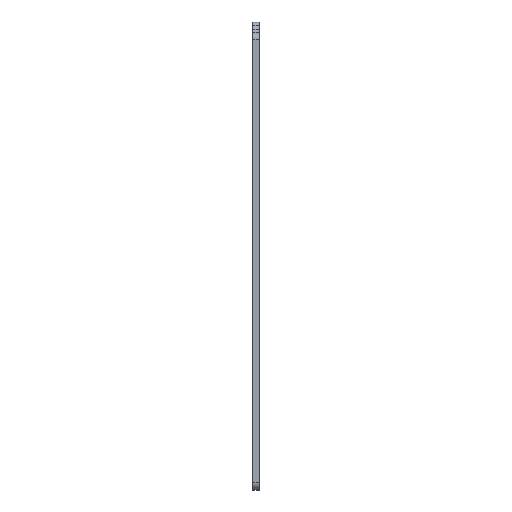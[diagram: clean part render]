
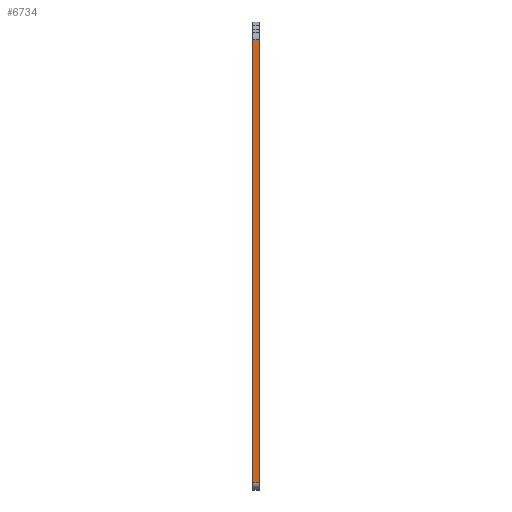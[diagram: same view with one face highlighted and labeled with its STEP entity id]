
A CAD part, top view. The second image highlights one B-rep face of the part: STEP entity #6734.
In plain terms, the highlighted planar face has unit normal (0, 0, 1).
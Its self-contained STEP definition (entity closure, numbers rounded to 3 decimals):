
#41=(GEOMETRIC_REPRESENTATION_CONTEXT(2)PARAMETRIC_REPRESENTATION_CONTEXT()REPRESENTATION_CONTEXT('',''));
#58=CARTESIAN_POINT('',(0.0,-204.59,-128.742));
#59=DIRECTION('',(-1.0,0.0,0.0));
#60=DIRECTION('',(0.0,0.0,1.0));
#61=AXIS2_PLACEMENT_3D('',#58,#59,#60);
#62=PLANE('',#61);
#242=CARTESIAN_POINT('',(6.0,-204.59,-128.742));
#243=DIRECTION('',(-1.0,0.0,0.0));
#244=DIRECTION('',(0.0,0.0,1.0));
#245=AXIS2_PLACEMENT_3D('',#242,#243,#244);
#246=PLANE('',#245);
#3525=CARTESIAN_POINT('',(6.0,198.007,207.903));
#3526=VERTEX_POINT('',#3525);
#3527=CARTESIAN_POINT('',(6.0,198.007,201.903));
#3528=DIRECTION('',(-1.0,0.0,0.0));
#3529=DIRECTION('',(0.0,0.0,1.0));
#3530=AXIS2_PLACEMENT_3D('',#3527,#3528,#3529);
#3531=CYLINDRICAL_SURFACE('',#3530,6.);
#3551=CARTESIAN_POINT('',(6.0,-200.091,207.903));
#3552=VERTEX_POINT('',#3551);
#3553=CARTESIAN_POINT('',(6.0,198.007,207.903));
#3554=DIRECTION('',(0.0,0.0,-1.0));
#3555=DIRECTION('',(-1.0,0.0,0.0));
#3556=AXIS2_PLACEMENT_3D('',#3553,#3554,#3555);
#3557=PLANE('',#3556);
#3558=CARTESIAN_POINT('',(336.645,402.597));
#3559=CARTESIAN_POINT('',(336.645,4.5));
#3560=B_SPLINE_CURVE_WITH_KNOTS('',1,(#3558,#3559),.UNSPECIFIED.,.F.,.F.,(2,2),(0.0,0.398),.UNSPECIFIED.);
#3561=DEFINITIONAL_REPRESENTATION('',(#3560),#41);
#3562=PCURVE('',#246,#3561);
#3563=CARTESIAN_POINT('',(0.0,0.0));
#3564=CARTESIAN_POINT('',(0.0,-398.098));
#3565=B_SPLINE_CURVE_WITH_KNOTS('',1,(#3563,#3564),.UNSPECIFIED.,.F.,.F.,(2,2),(0.0,0.398),.UNSPECIFIED.);
#3566=DEFINITIONAL_REPRESENTATION('',(#3565),#41);
#3567=PCURVE('',#3557,#3566);
#3568=CARTESIAN_POINT('',(6.0,198.007,207.903));
#3569=DIRECTION('',(0.0,-1.0,0.0));
#3570=VECTOR('',#3569,398.098);
#3571=LINE('',#3568,#3570);
#3572=INTERSECTION_CURVE('',#3571,(#3562,#3567),.PCURVE_S1.);
#3573=EDGE_CURVE('',#3526,#3552,#3572,.T.);
#3577=CARTESIAN_POINT('',(6.0,-200.091,201.903));
#3578=DIRECTION('',(-1.0,0.0,0.0));
#3579=DIRECTION('',(0.0,0.0,1.0));
#3580=AXIS2_PLACEMENT_3D('',#3577,#3578,#3579);
#3581=CYLINDRICAL_SURFACE('',#3580,6.0);
#5918=CARTESIAN_POINT('',(0.0,-200.091,207.903));
#5919=VERTEX_POINT('',#5918);
#5939=CARTESIAN_POINT('',(0.0,198.007,207.903));
#5940=VERTEX_POINT('',#5939);
#5941=CARTESIAN_POINT('',(336.645,402.597));
#5942=CARTESIAN_POINT('',(336.645,4.5));
#5943=B_SPLINE_CURVE_WITH_KNOTS('',1,(#5941,#5942),.UNSPECIFIED.,.F.,.F.,(2,2),(0.0,0.398),.UNSPECIFIED.);
#5944=DEFINITIONAL_REPRESENTATION('',(#5943),#41);
#5945=PCURVE('',#62,#5944);
#5946=CARTESIAN_POINT('',(6.0,0.0));
#5947=CARTESIAN_POINT('',(6.0,-398.098));
#5948=B_SPLINE_CURVE_WITH_KNOTS('',1,(#5946,#5947),.UNSPECIFIED.,.F.,.F.,(2,2),(0.0,0.398),.UNSPECIFIED.);
#5949=DEFINITIONAL_REPRESENTATION('',(#5948),#41);
#5950=PCURVE('',#3557,#5949);
#5951=CARTESIAN_POINT('',(0.0,198.007,207.903));
#5952=DIRECTION('',(0.0,-1.0,0.0));
#5953=VECTOR('',#5952,398.098);
#5954=LINE('',#5951,#5953);
#5955=INTERSECTION_CURVE('',#5954,(#5945,#5950),.PCURVE_S1.);
#5956=EDGE_CURVE('',#5940,#5919,#5955,.T.);
#6690=CARTESIAN_POINT('',(0.0,0.0));
#6691=CARTESIAN_POINT('',(0.0,6.0));
#6692=B_SPLINE_CURVE_WITH_KNOTS('',1,(#6690,#6691),.UNSPECIFIED.,.F.,.F.,(2,2),(0.0,0.006),.UNSPECIFIED.);
#6693=DEFINITIONAL_REPRESENTATION('',(#6692),#41);
#6694=PCURVE('',#3531,#6693);
#6695=CARTESIAN_POINT('',(0.0,0.0));
#6696=CARTESIAN_POINT('',(6.0,0.0));
#6697=B_SPLINE_CURVE_WITH_KNOTS('',1,(#6695,#6696),.UNSPECIFIED.,.F.,.F.,(2,2),(0.0,0.006),.UNSPECIFIED.);
#6698=DEFINITIONAL_REPRESENTATION('',(#6697),#41);
#6699=PCURVE('',#3557,#6698);
#6700=CARTESIAN_POINT('',(6.0,198.007,207.903));
#6701=DIRECTION('',(-1.0,0.0,0.0));
#6702=VECTOR('',#6701,6.0);
#6703=LINE('',#6700,#6702);
#6704=INTERSECTION_CURVE('',#6703,(#6694,#6699),.PCURVE_S1.);
#6705=EDGE_CURVE('',#3526,#5940,#6704,.T.);
#6712=ORIENTED_EDGE('',*,*,#5956,.T.);
#6713=CARTESIAN_POINT('',(0.0,-398.098));
#6714=CARTESIAN_POINT('',(6.0,-398.098));
#6715=B_SPLINE_CURVE_WITH_KNOTS('',1,(#6713,#6714),.UNSPECIFIED.,.F.,.F.,(2,2),(0.0,0.006),.UNSPECIFIED.);
#6716=DEFINITIONAL_REPRESENTATION('',(#6715),#41);
#6717=PCURVE('',#3557,#6716);
#6718=CARTESIAN_POINT('',(360.0,0.0));
#6719=CARTESIAN_POINT('',(360.0,6.0));
#6720=B_SPLINE_CURVE_WITH_KNOTS('',1,(#6718,#6719),.UNSPECIFIED.,.F.,.F.,(2,2),(0.0,0.006),.UNSPECIFIED.);
#6721=DEFINITIONAL_REPRESENTATION('',(#6720),#41);
#6722=PCURVE('',#3581,#6721);
#6723=CARTESIAN_POINT('',(6.0,-200.091,207.903));
#6724=DIRECTION('',(-1.0,0.0,0.0));
#6725=VECTOR('',#6724,6.0);
#6726=LINE('',#6723,#6725);
#6727=INTERSECTION_CURVE('',#6726,(#6717,#6722),.PCURVE_S1.);
#6728=EDGE_CURVE('',#3552,#5919,#6727,.T.);
#6729=ORIENTED_EDGE('',*,*,#6728,.F.);
#6730=ORIENTED_EDGE('',*,*,#3573,.F.);
#6731=ORIENTED_EDGE('',*,*,#6705,.T.);
#6732=EDGE_LOOP('',(#6712,#6729,#6730,#6731));
#6733=FACE_BOUND('',#6732,.T.);
#6734=ADVANCED_FACE('',(#6733),#3557,.F.);
